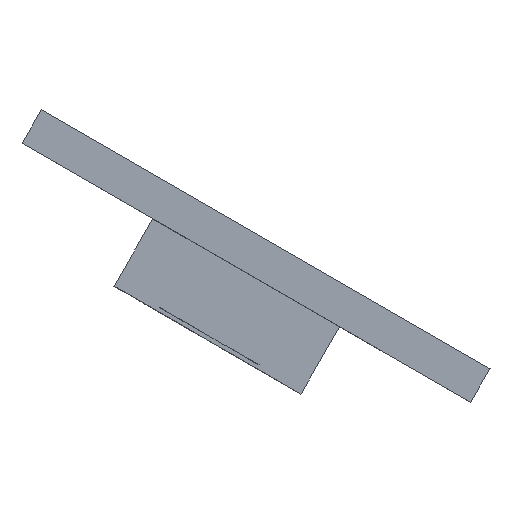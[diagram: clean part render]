
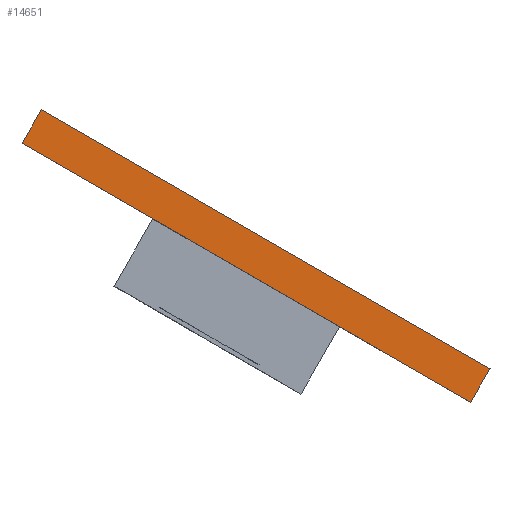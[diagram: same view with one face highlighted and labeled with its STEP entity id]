
A CAD part, left-side view. The second image highlights one B-rep face of the part: STEP entity #14651.
In plain terms, the highlighted planar face has unit normal (-1, 0, 0).
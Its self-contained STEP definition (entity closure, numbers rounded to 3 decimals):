
#7522 = PLANE('',#7523);
#7523 = AXIS2_PLACEMENT_3D('',#7524,#7525,#7526);
#7524 = CARTESIAN_POINT('',(424.62,6.423,
    427.628));
#7525 = DIRECTION('',(0.,0.5,-0.866));
#7526 = DIRECTION('',(1.,0.,0.));
#14553 = VERTEX_POINT('',#14554);
#14554 = CARTESIAN_POINT('',(94.5,17.508,
    435.067));
#14562 = PLANE('',#14563);
#14563 = AXIS2_PLACEMENT_3D('',#14564,#14565,#14566);
#14564 = CARTESIAN_POINT('',(64.38,17.403,
    435.249));
#14565 = DIRECTION('',(0.,0.866,0.5));
#14566 = DIRECTION('',(1.,0.,0.));
#14573 = PLANE('',#14574);
#14574 = AXIS2_PLACEMENT_3D('',#14575,#14576,#14577);
#14575 = CARTESIAN_POINT('',(424.62,5.973,
    428.407));
#14576 = DIRECTION('',(0.,-0.5,0.866));
#14577 = DIRECTION('',(-1.,0.,0.));
#14610 = VERTEX_POINT('',#14611);
#14611 = CARTESIAN_POINT('',(94.5,17.958,
    434.288));
#14629 = EDGE_CURVE('',#14610,#14553,#14630,.T.);
#14630 = SURFACE_CURVE('',#14631,(#14634,#14640),.PCURVE_S1.);
#14631 = B_SPLINE_CURVE_WITH_KNOTS('',1,(#14632,#14633),.UNSPECIFIED.,
  .F.,.F.,(2,2),(-0.9,0.),.PIECEWISE_BEZIER_KNOTS.);
#14632 = CARTESIAN_POINT('',(94.5,17.958,
    434.288));
#14633 = CARTESIAN_POINT('',(94.5,17.508,
    435.067));
#14634 = PCURVE('',#14562,#14635);
#14635 = DEFINITIONAL_REPRESENTATION('',(#14636),#14639);
#14636 = B_SPLINE_CURVE_WITH_KNOTS('',1,(#14637,#14638),.UNSPECIFIED.,
  .F.,.F.,(2,2),(-0.9,0.),.PIECEWISE_BEZIER_KNOTS.);
#14637 = CARTESIAN_POINT('',(30.12,1.11));
#14638 = CARTESIAN_POINT('',(30.12,0.21));
#14639 = ( GEOMETRIC_REPRESENTATION_CONTEXT(2) 
PARAMETRIC_REPRESENTATION_CONTEXT() REPRESENTATION_CONTEXT('2D SPACE',''
  ) );
#14640 = PCURVE('',#14641,#14646);
#14641 = PLANE('',#14642);
#14642 = AXIS2_PLACEMENT_3D('',#14643,#14644,#14645);
#14643 = CARTESIAN_POINT('',(94.5,5.868,
    428.589));
#14644 = DIRECTION('',(-1.,0.,0.));
#14645 = DIRECTION('',(0.,-0.5,0.866));
#14646 = DEFINITIONAL_REPRESENTATION('',(#14647),#14650);
#14647 = B_SPLINE_CURVE_WITH_KNOTS('',1,(#14648,#14649),.UNSPECIFIED.,
  .F.,.F.,(2,2),(-0.9,0.),.PIECEWISE_BEZIER_KNOTS.);
#14648 = CARTESIAN_POINT('',(-1.11,13.32));
#14649 = CARTESIAN_POINT('',(-0.21,13.32));
#14650 = ( GEOMETRIC_REPRESENTATION_CONTEXT(2) 
PARAMETRIC_REPRESENTATION_CONTEXT() REPRESENTATION_CONTEXT('2D SPACE',''
  ) );
#14651 = ADVANCED_FACE('',(#14652),#14641,.T.);
#14652 = FACE_BOUND('',#14653,.T.);
#14653 = EDGE_LOOP('',(#14654,#14674,#14675,#14695));
#14654 = ORIENTED_EDGE('',*,*,#14655,.T.);
#14655 = EDGE_CURVE('',#14656,#14553,#14658,.T.);
#14656 = VERTEX_POINT('',#14657);
#14657 = CARTESIAN_POINT('',(94.5,7.116,
    429.067));
#14658 = SURFACE_CURVE('',#14659,(#14662,#14668),.PCURVE_S1.);
#14659 = B_SPLINE_CURVE_WITH_KNOTS('',1,(#14660,#14661),.UNSPECIFIED.,
  .F.,.F.,(2,2),(0.,12.),.PIECEWISE_BEZIER_KNOTS.);
#14660 = CARTESIAN_POINT('',(94.5,7.116,
    429.067));
#14661 = CARTESIAN_POINT('',(94.5,17.508,
    435.067));
#14662 = PCURVE('',#14641,#14663);
#14663 = DEFINITIONAL_REPRESENTATION('',(#14664),#14667);
#14664 = B_SPLINE_CURVE_WITH_KNOTS('',1,(#14665,#14666),.UNSPECIFIED.,
  .F.,.F.,(2,2),(0.,12.),.PIECEWISE_BEZIER_KNOTS.);
#14665 = CARTESIAN_POINT('',(-0.21,1.32));
#14666 = CARTESIAN_POINT('',(-0.21,13.32));
#14667 = ( GEOMETRIC_REPRESENTATION_CONTEXT(2) 
PARAMETRIC_REPRESENTATION_CONTEXT() REPRESENTATION_CONTEXT('2D SPACE',''
  ) );
#14668 = PCURVE('',#14573,#14669);
#14669 = DEFINITIONAL_REPRESENTATION('',(#14670),#14673);
#14670 = B_SPLINE_CURVE_WITH_KNOTS('',1,(#14671,#14672),.UNSPECIFIED.,
  .F.,.F.,(2,2),(0.,12.),.PIECEWISE_BEZIER_KNOTS.);
#14671 = CARTESIAN_POINT('',(330.12,-1.32));
#14672 = CARTESIAN_POINT('',(330.12,-13.32));
#14673 = ( GEOMETRIC_REPRESENTATION_CONTEXT(2) 
PARAMETRIC_REPRESENTATION_CONTEXT() REPRESENTATION_CONTEXT('2D SPACE',''
  ) );
#14674 = ORIENTED_EDGE('',*,*,#14629,.F.);
#14675 = ORIENTED_EDGE('',*,*,#14676,.T.);
#14676 = EDGE_CURVE('',#14610,#14677,#14679,.T.);
#14677 = VERTEX_POINT('',#14678);
#14678 = CARTESIAN_POINT('',(94.5,7.566,
    428.288));
#14679 = SURFACE_CURVE('',#14680,(#14683,#14689),.PCURVE_S1.);
#14680 = B_SPLINE_CURVE_WITH_KNOTS('',1,(#14681,#14682),.UNSPECIFIED.,
  .F.,.F.,(2,2),(-12.,0.),.PIECEWISE_BEZIER_KNOTS.);
#14681 = CARTESIAN_POINT('',(94.5,17.958,
    434.288));
#14682 = CARTESIAN_POINT('',(94.5,7.566,
    428.288));
#14683 = PCURVE('',#14641,#14684);
#14684 = DEFINITIONAL_REPRESENTATION('',(#14685),#14688);
#14685 = B_SPLINE_CURVE_WITH_KNOTS('',1,(#14686,#14687),.UNSPECIFIED.,
  .F.,.F.,(2,2),(-12.,0.),.PIECEWISE_BEZIER_KNOTS.);
#14686 = CARTESIAN_POINT('',(-1.11,13.32));
#14687 = CARTESIAN_POINT('',(-1.11,1.32));
#14688 = ( GEOMETRIC_REPRESENTATION_CONTEXT(2) 
PARAMETRIC_REPRESENTATION_CONTEXT() REPRESENTATION_CONTEXT('2D SPACE',''
  ) );
#14689 = PCURVE('',#7522,#14690);
#14690 = DEFINITIONAL_REPRESENTATION('',(#14691),#14694);
#14691 = B_SPLINE_CURVE_WITH_KNOTS('',1,(#14692,#14693),.UNSPECIFIED.,
  .F.,.F.,(2,2),(-12.,0.),.PIECEWISE_BEZIER_KNOTS.);
#14692 = CARTESIAN_POINT('',(-330.12,-13.32));
#14693 = CARTESIAN_POINT('',(-330.12,-1.32));
#14694 = ( GEOMETRIC_REPRESENTATION_CONTEXT(2) 
PARAMETRIC_REPRESENTATION_CONTEXT() REPRESENTATION_CONTEXT('2D SPACE',''
  ) );
#14695 = ORIENTED_EDGE('',*,*,#14696,.T.);
#14696 = EDGE_CURVE('',#14677,#14656,#14697,.T.);
#14697 = SURFACE_CURVE('',#14698,(#14701,#14707),.PCURVE_S1.);
#14698 = B_SPLINE_CURVE_WITH_KNOTS('',1,(#14699,#14700),.UNSPECIFIED.,
  .F.,.F.,(2,2),(-0.9,0.),.PIECEWISE_BEZIER_KNOTS.);
#14699 = CARTESIAN_POINT('',(94.5,7.566,
    428.288));
#14700 = CARTESIAN_POINT('',(94.5,7.116,
    429.067));
#14701 = PCURVE('',#14641,#14702);
#14702 = DEFINITIONAL_REPRESENTATION('',(#14703),#14706);
#14703 = B_SPLINE_CURVE_WITH_KNOTS('',1,(#14704,#14705),.UNSPECIFIED.,
  .F.,.F.,(2,2),(-0.9,0.),.PIECEWISE_BEZIER_KNOTS.);
#14704 = CARTESIAN_POINT('',(-1.11,1.32));
#14705 = CARTESIAN_POINT('',(-0.21,1.32));
#14706 = ( GEOMETRIC_REPRESENTATION_CONTEXT(2) 
PARAMETRIC_REPRESENTATION_CONTEXT() REPRESENTATION_CONTEXT('2D SPACE',''
  ) );
#14707 = PCURVE('',#14708,#14713);
#14708 = PLANE('',#14709);
#14709 = AXIS2_PLACEMENT_3D('',#14710,#14711,#14712);
#14710 = CARTESIAN_POINT('',(424.62,7.011,
    429.249));
#14711 = DIRECTION('',(0.,-0.866,-0.5));
#14712 = DIRECTION('',(-1.,0.,0.));
#14713 = DEFINITIONAL_REPRESENTATION('',(#14714),#14717);
#14714 = B_SPLINE_CURVE_WITH_KNOTS('',1,(#14715,#14716),.UNSPECIFIED.,
  .F.,.F.,(2,2),(-0.9,0.),.PIECEWISE_BEZIER_KNOTS.);
#14715 = CARTESIAN_POINT('',(330.12,1.11));
#14716 = CARTESIAN_POINT('',(330.12,0.21));
#14717 = ( GEOMETRIC_REPRESENTATION_CONTEXT(2) 
PARAMETRIC_REPRESENTATION_CONTEXT() REPRESENTATION_CONTEXT('2D SPACE',''
  ) );
